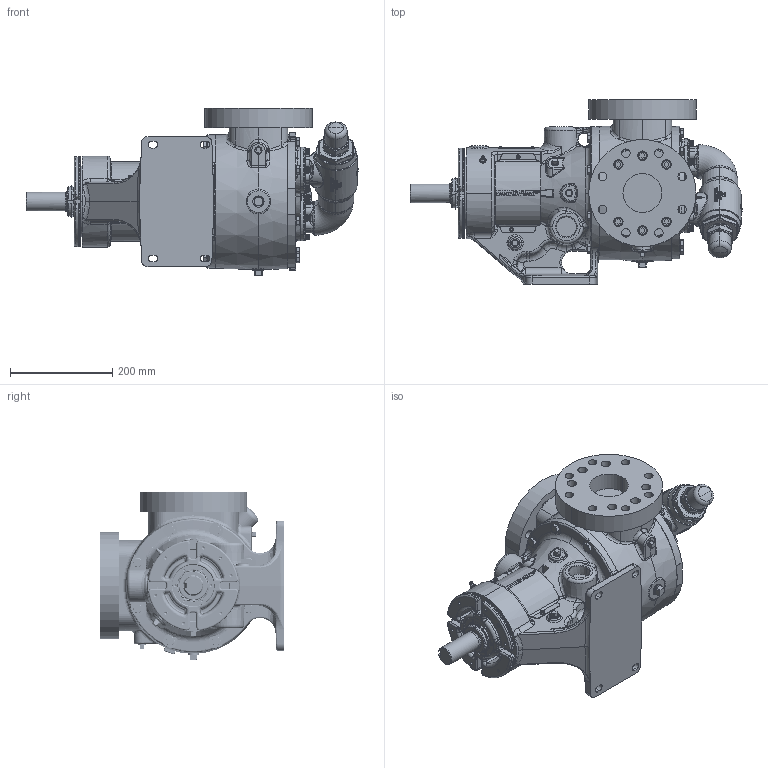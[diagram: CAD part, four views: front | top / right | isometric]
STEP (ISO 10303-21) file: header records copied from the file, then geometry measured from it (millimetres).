
FILE_DESCRIPTION (( 'STEP AP214' ), '1' );
FILE_NAME ('LV-4812.step', '2025-12-05T04:19:26', ( '' ), ( '' ), 'SwSTEP 2.0', 'SolidWorks 2024', '' );
FILE_SCHEMA (( 'AUTOMOTIVE_DESIGN' ));
Length unit declared in the file: inch
Products named in the file (1): LV-4812
Bounding box: 648.54 x 360.36 x 327.72 mm (x, y, z)
Volume: 19548280.8 mm3; surface area: 1022443.9 mm2
Topology: 1 solids, 1 shells, 5691 faces, 14689 edges, 9188 vertices
Faces by surface type: plane 1932, bspline 1666, cylinder 1102, cone 721, torus 196, sphere 74
Entity records: 257198 total; most frequent: CARTESIAN_POINT 132320, ORIENTED_EDGE 29132, DIRECTION 21419, EDGE_CURVE 14566, VERTEX_POINT 9185, AXIS2_PLACEMENT_3D 7967, EDGE_LOOP 6055, FACE_OUTER_BOUND 5691
